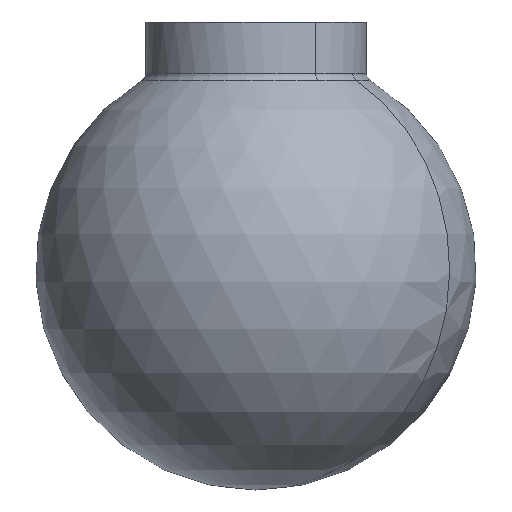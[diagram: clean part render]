
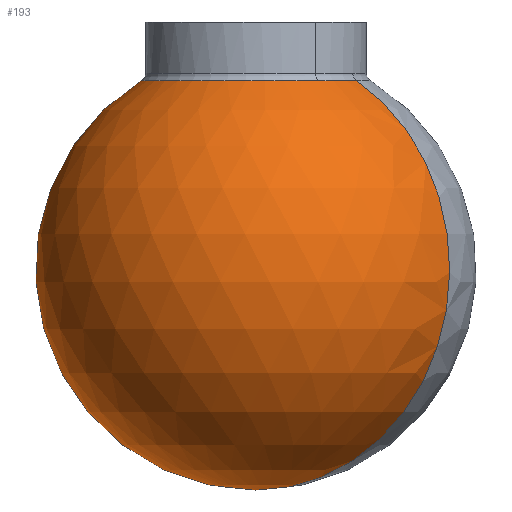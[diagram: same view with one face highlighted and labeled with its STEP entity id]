
A CAD part, left-side view. The second image highlights one B-rep face of the part: STEP entity #193.
In plain terms, the highlighted spherical face has radius 25 mm.
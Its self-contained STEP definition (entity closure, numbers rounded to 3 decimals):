
#135=CARTESIAN_POINT('Axis2P3D Location',(0.,0.,40.)) ;
#140=CARTESIAN_POINT('Axis2P3D Location',(0.,0.,40.)) ;
#144=CARTESIAN_POINT('Vertex',(0.,0.,15.)) ;
#146=CARTESIAN_POINT('Vertex',(-6.223,-11.392,61.366)) ;
#149=CARTESIAN_POINT('Axis2P3D Location',(0.,0.,40.)) ;
#153=CARTESIAN_POINT('Vertex',(6.223,11.392,61.366)) ;
#175=CARTESIAN_POINT('Axis2P3D Location',(0.,0.,61.366)) ;
#179=CARTESIAN_POINT('Vertex',(-10.923,-7.014,61.366)) ;
#182=CARTESIAN_POINT('Axis2P3D Location',(0.,0.,61.366)) ;
#136=DIRECTION('Axis2P3D Direction',(0.,0.,-1.)) ;
#137=DIRECTION('Axis2P3D XDirection',(0.479,0.878,0.)) ;
#141=DIRECTION('Axis2P3D Direction',(0.878,-0.479,0.)) ;
#150=DIRECTION('Axis2P3D Direction',(-0.878,0.479,0.)) ;
#176=DIRECTION('Axis2P3D Direction',(0.,0.,-1.)) ;
#183=DIRECTION('Axis2P3D Direction',(0.,0.,-1.)) ;
#138=AXIS2_PLACEMENT_3D('Sphere Axis2P3D',#135,#136,#137) ;
#142=AXIS2_PLACEMENT_3D('Circle Axis2P3D',#140,#141,$) ;
#151=AXIS2_PLACEMENT_3D('Circle Axis2P3D',#149,#150,$) ;
#177=AXIS2_PLACEMENT_3D('Circle Axis2P3D',#175,#176,$) ;
#184=AXIS2_PLACEMENT_3D('Circle Axis2P3D',#182,#183,$) ;
#188=ORIENTED_EDGE('',*,*,#155,.F.) ;
#189=ORIENTED_EDGE('',*,*,#148,.T.) ;
#190=ORIENTED_EDGE('',*,*,#181,.F.) ;
#191=ORIENTED_EDGE('',*,*,#186,.F.) ;
#193=ADVANCED_FACE('PartBody',(#192),#139,.T.) ;
#143=CIRCLE('generated circle',#142,25.) ;
#152=CIRCLE('generated circle',#151,25.) ;
#178=CIRCLE('generated circle',#177,12.981) ;
#185=CIRCLE('generated circle',#184,12.981) ;
#148=EDGE_CURVE('',#145,#147,#143,.F.) ;
#155=EDGE_CURVE('',#145,#154,#152,.F.) ;
#181=EDGE_CURVE('',#180,#147,#178,.F.) ;
#186=EDGE_CURVE('',#154,#180,#185,.F.) ;
#187=EDGE_LOOP('',(#188,#189,#190,#191)) ;
#192=FACE_OUTER_BOUND('',#187,.T.) ;
#139=SPHERICAL_SURFACE('',#138,25.) ;
#145=VERTEX_POINT('',#144) ;
#147=VERTEX_POINT('',#146) ;
#154=VERTEX_POINT('',#153) ;
#180=VERTEX_POINT('',#179) ;
